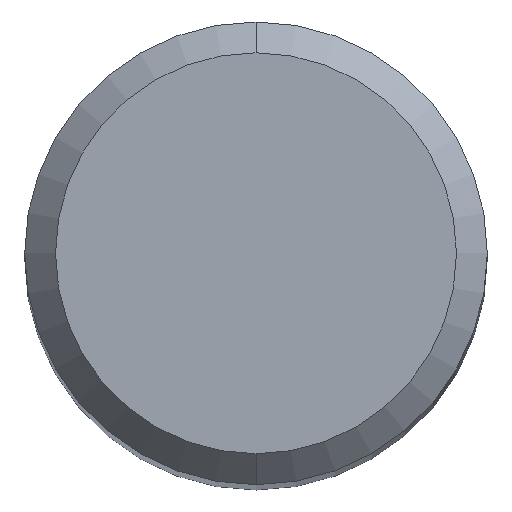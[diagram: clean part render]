
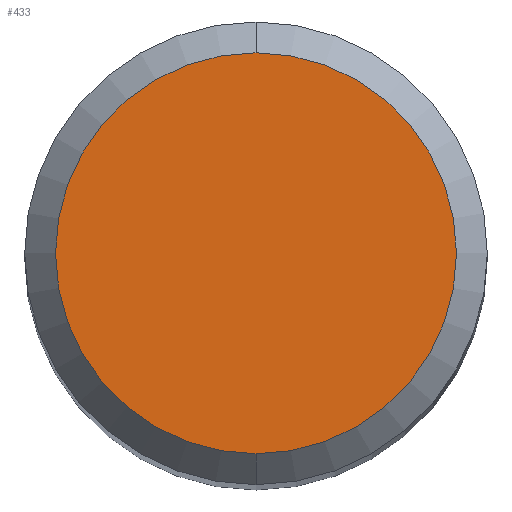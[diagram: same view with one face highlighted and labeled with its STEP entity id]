
A CAD part, top view. The second image highlights one B-rep face of the part: STEP entity #433.
In plain terms, the highlighted planar face has unit normal (0, 0, 1).
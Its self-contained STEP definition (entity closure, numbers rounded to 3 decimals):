
#433=ADVANCED_FACE('',(#932),#933,.T.);
#441=VERTEX_POINT('',#942);
#575=VERTEX_POINT('',#1089);
#587=EDGE_CURVE('',#575,#441,#1101,.T.);
#697=EDGE_CURVE('',#441,#575,#1223,.T.);
#932=FACE_OUTER_BOUND('',#2401,.T.);
#933=PLANE('',#2402);
#942=CARTESIAN_POINT('',(0.0,2.6,0.0));
#1089=CARTESIAN_POINT('',(0.,-2.6,0.0));
#1101=CIRCLE('',#2810,2.6);
#1223=CIRCLE('',#4116,2.6);
#2401=EDGE_LOOP('',(#4839,#4840));
#2402=AXIS2_PLACEMENT_3D('',#4841,#4842,#4843);
#2810=AXIS2_PLACEMENT_3D('',#5016,#5017,#5018);
#4116=AXIS2_PLACEMENT_3D('',#5191,#5192,#5193);
#4839=ORIENTED_EDGE('',*,*,#697,.F.);
#4840=ORIENTED_EDGE('',*,*,#587,.F.);
#4841=CARTESIAN_POINT('',(0.0,1.3,0.0));
#4842=DIRECTION('',(-0.0,0.0,1.0));
#4843=DIRECTION('',(0.0,-1.0,0.0));
#5016=CARTESIAN_POINT('',(0.0,0.0,0.0));
#5017=DIRECTION('',(0.0,0.0,-1.0));
#5018=DIRECTION('',(0.0,1.0,0.0));
#5191=CARTESIAN_POINT('',(0.0,0.0,0.0));
#5192=DIRECTION('',(0.0,0.0,-1.0));
#5193=DIRECTION('',(0.0,1.0,0.0));
